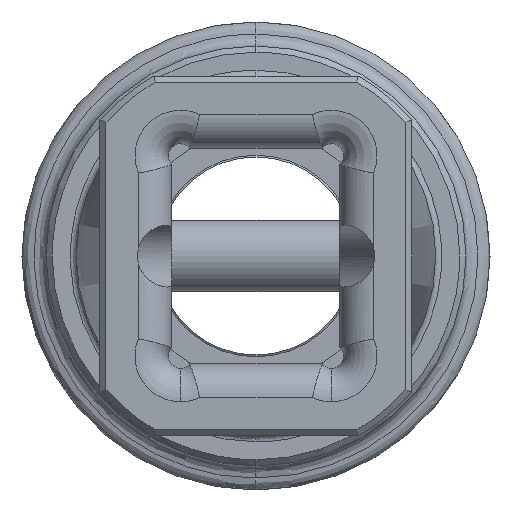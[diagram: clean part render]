
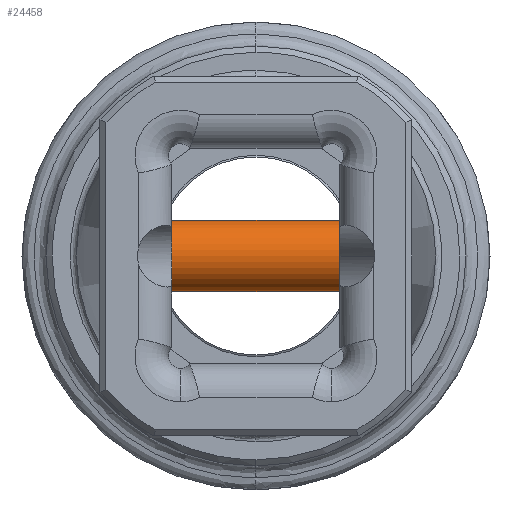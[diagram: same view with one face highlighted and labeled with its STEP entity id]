
A CAD part, front view. The second image highlights one B-rep face of the part: STEP entity #24458.
In plain terms, the highlighted cylindrical face has radius 3 mm (diameter 6 mm), a partial arc.
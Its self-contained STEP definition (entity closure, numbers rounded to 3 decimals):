
#3782 = AXIS2_PLACEMENT_3D ( 'NONE', #35884, #12221, #39864 ) ;
#5207 = DIRECTION ( 'NONE',  ( -1., 0., 0. ) ) ;
#5394 = ORIENTED_EDGE ( 'NONE', *, *, #42195, .T. ) ;
#5526 = ORIENTED_EDGE ( 'NONE', *, *, #31615, .T. ) ;
#5994 = VERTEX_POINT ( 'NONE', #38431 ) ;
#7401 = VERTEX_POINT ( 'NONE', #7721 ) ;
#7721 = CARTESIAN_POINT ( 'NONE',  ( -66.185, 31.979, 3. ) ) ;
#8087 = CARTESIAN_POINT ( 'NONE',  ( -42.985, 31.979, 0. ) ) ;
#9010 = LINE ( 'NONE', #30279, #19519 ) ;
#11482 = CARTESIAN_POINT ( 'NONE',  ( -66.185, 31.979, -3. ) ) ;
#12221 = DIRECTION ( 'NONE',  ( 1., 0., 0. ) ) ;
#12469 = CYLINDRICAL_SURFACE ( 'NONE', #17715, 3. ) ;
#14338 = LINE ( 'NONE', #36631, #34120 ) ;
#17404 = FACE_OUTER_BOUND ( 'NONE', #36353, .T. ) ;
#17715 = AXIS2_PLACEMENT_3D ( 'NONE', #8087, #19852, #35703 ) ;
#19045 = EDGE_CURVE ( 'NONE', #37969, #7401, #9010, .T. ) ;
#19519 = VECTOR ( 'NONE', #46565, 1000. ) ;
#19852 = DIRECTION ( 'NONE',  ( -1., 0., 0. ) ) ;
#24458 = ADVANCED_FACE ( 'NONE', ( #17404 ), #12469, .T. ) ;
#24721 = DIRECTION ( 'NONE',  ( -1., 0., 0. ) ) ;
#28825 = CARTESIAN_POINT ( 'NONE',  ( -43.285, 31.979, 0. ) ) ;
#30279 = CARTESIAN_POINT ( 'NONE',  ( -42.985, 31.979, 3. ) ) ;
#31615 = EDGE_CURVE ( 'NONE', #7401, #41227, #49064, .T. ) ;
#32644 = EDGE_CURVE ( 'NONE', #5994, #41227, #14338, .T. ) ;
#32787 = DIRECTION ( 'NONE',  ( 0., 0., -1. ) ) ;
#34120 = VECTOR ( 'NONE', #24721, 1000. ) ;
#35703 = DIRECTION ( 'NONE',  ( 0., 0., 1. ) ) ;
#35884 = CARTESIAN_POINT ( 'NONE',  ( -66.185, 31.979, 0. ) ) ;
#36353 = EDGE_LOOP ( 'NONE', ( #46414, #5394, #38366, #5526 ) ) ;
#36631 = CARTESIAN_POINT ( 'NONE',  ( -42.985, 31.979, -3. ) ) ;
#37969 = VERTEX_POINT ( 'NONE', #41027 ) ;
#38366 = ORIENTED_EDGE ( 'NONE', *, *, #19045, .T. ) ;
#38431 = CARTESIAN_POINT ( 'NONE',  ( -43.285, 31.979, -3. ) ) ;
#39864 = DIRECTION ( 'NONE',  ( 0., 0., -1. ) ) ;
#41027 = CARTESIAN_POINT ( 'NONE',  ( -43.285, 31.979, 3. ) ) ;
#41227 = VERTEX_POINT ( 'NONE', #11482 ) ;
#42195 = EDGE_CURVE ( 'NONE', #5994, #37969, #43861, .T. ) ;
#43790 = AXIS2_PLACEMENT_3D ( 'NONE', #28825, #5207, #32787 ) ;
#43861 = CIRCLE ( 'NONE', #43790, 3. ) ;
#46414 = ORIENTED_EDGE ( 'NONE', *, *, #32644, .F. ) ;
#46565 = DIRECTION ( 'NONE',  ( -1., 0., 0. ) ) ;
#49064 = CIRCLE ( 'NONE', #3782, 3. ) ;
